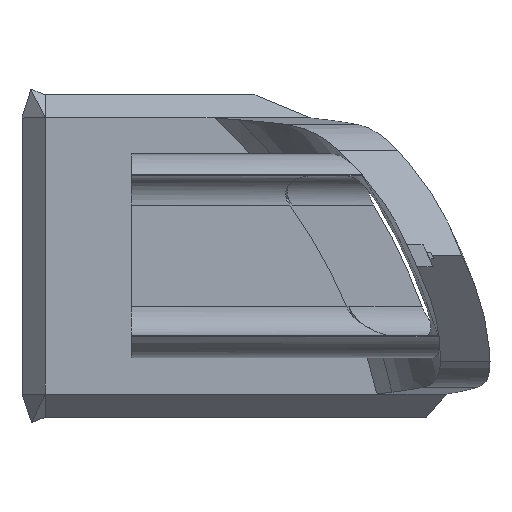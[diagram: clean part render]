
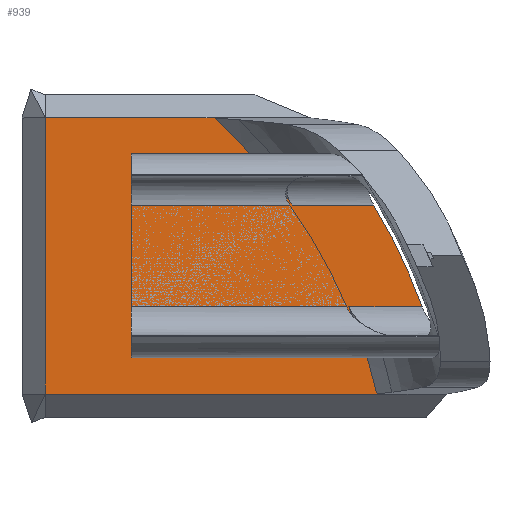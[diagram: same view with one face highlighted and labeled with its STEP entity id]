
A CAD part, top view. The second image highlights one B-rep face of the part: STEP entity #939.
In plain terms, the highlighted planar face has unit normal (0, 0, 1).
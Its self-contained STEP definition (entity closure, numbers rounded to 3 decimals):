
#34=CIRCLE('',#1010,35.928);
#35=CIRCLE('',#1012,35.928);
#37=CIRCLE('',#1015,40.615);
#60=PLANE('',#1014);
#100=FACE_OUTER_BOUND('',#154,.T.);
#154=EDGE_LOOP('',(#663,#664,#665,#666,#667,#668,#669,#670));
#206=LINE('',#1456,#271);
#207=LINE('',#1474,#272);
#208=LINE('',#1531,#273);
#209=LINE('',#1533,#274);
#210=LINE('',#1534,#275);
#271=VECTOR('',#1104,10.);
#272=VECTOR('',#1107,10.);
#273=VECTOR('',#1124,1000.);
#274=VECTOR('',#1125,1000.);
#275=VECTOR('',#1126,1000.);
#393=VERTEX_POINT('',#1413);
#396=VERTEX_POINT('',#1439);
#397=VERTEX_POINT('',#1458);
#398=VERTEX_POINT('',#1473);
#401=VERTEX_POINT('',#1514);
#402=VERTEX_POINT('',#1521);
#404=VERTEX_POINT('',#1530);
#405=VERTEX_POINT('',#1532);
#495=EDGE_CURVE('',#396,#393,#206,.T.);
#497=EDGE_CURVE('',#397,#398,#207,.T.);
#504=EDGE_CURVE('',#401,#396,#34,.T.);
#505=EDGE_CURVE('',#398,#402,#35,.T.);
#508=EDGE_CURVE('',#404,#401,#208,.T.);
#509=EDGE_CURVE('',#405,#404,#209,.T.);
#510=EDGE_CURVE('',#405,#402,#210,.T.);
#511=EDGE_CURVE('',#393,#397,#37,.T.);
#663=ORIENTED_EDGE('',*,*,#504,.F.);
#664=ORIENTED_EDGE('',*,*,#508,.F.);
#665=ORIENTED_EDGE('',*,*,#509,.F.);
#666=ORIENTED_EDGE('',*,*,#510,.T.);
#667=ORIENTED_EDGE('',*,*,#505,.F.);
#668=ORIENTED_EDGE('',*,*,#497,.F.);
#669=ORIENTED_EDGE('',*,*,#511,.F.);
#670=ORIENTED_EDGE('',*,*,#495,.F.);
#939=ADVANCED_FACE('',(#100),#60,.F.);
#1010=AXIS2_PLACEMENT_3D('',#1519,#1114,#1115);
#1012=AXIS2_PLACEMENT_3D('',#1522,#1118,#1119);
#1014=AXIS2_PLACEMENT_3D('',#1529,#1122,#1123);
#1015=AXIS2_PLACEMENT_3D('',#1535,#1127,#1128);
#1104=DIRECTION('',(1.,0.,0.));
#1107=DIRECTION('',(-1.,0.,0.));
#1114=DIRECTION('center_axis',(0.,0.,-1.));
#1115=DIRECTION('ref_axis',(-0.709,0.705,0.));
#1118=DIRECTION('center_axis',(0.,0.,-1.));
#1119=DIRECTION('ref_axis',(-0.709,0.705,0.));
#1122=DIRECTION('center_axis',(0.,0.,-1.));
#1123=DIRECTION('ref_axis',(-0.709,0.705,0.));
#1124=DIRECTION('',(1.,0.,0.));
#1125=DIRECTION('',(0.,1.,0.));
#1126=DIRECTION('',(1.,0.,0.));
#1127=DIRECTION('center_axis',(0.,0.,-1.));
#1128=DIRECTION('ref_axis',(-1.,0.,0.));
#1413=CARTESIAN_POINT('',(24.155,-12.66,3.175));
#1439=CARTESIAN_POINT('',(18.558,-12.66,3.175));
#1456=CARTESIAN_POINT('',(0.,-12.66,3.175));
#1458=CARTESIAN_POINT('',(27.484,-19.66,3.175));
#1473=CARTESIAN_POINT('',(22.454,-19.66,3.175));
#1474=CARTESIAN_POINT('',(0.,-19.66,3.175));
#1514=CARTESIAN_POINT('',(13.19,-6.68,3.175));
#1519=CARTESIAN_POINT('Origin',(-10.693,-33.521,3.175));
#1521=CARTESIAN_POINT('',(24.36,-25.639,3.175));
#1522=CARTESIAN_POINT('Origin',(-10.693,-33.521,3.175));
#1529=CARTESIAN_POINT('Origin',(16.184,-6.517,3.175));
#1530=CARTESIAN_POINT('',(1.588,-6.68,3.175));
#1531=CARTESIAN_POINT('',(16.184,-6.68,3.175));
#1532=CARTESIAN_POINT('',(1.588,-25.639,3.175));
#1533=CARTESIAN_POINT('',(1.588,-6.517,3.175));
#1534=CARTESIAN_POINT('',(4.128,-25.639,3.175));
#1535=CARTESIAN_POINT('Origin',(-10.693,-33.521,3.175));
